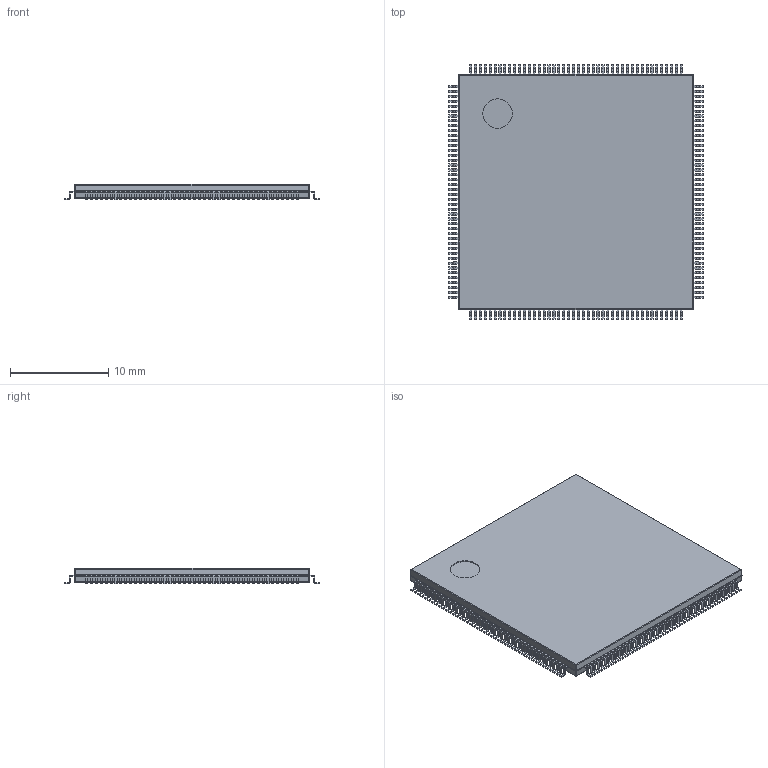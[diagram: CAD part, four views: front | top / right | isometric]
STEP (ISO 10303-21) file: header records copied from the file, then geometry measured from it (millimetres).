
FILE_DESCRIPTION(('Open CASCADE Model'),'2;1');
FILE_NAME('Open CASCADE Shape Model','2022-11-14T00:09:36',('Author'),( 'Open CASCADE'),'Open CASCADE STEP processor 7.5','Open CASCADE 7.5' ,'Unknown');
FILE_SCHEMA(('AUTOMOTIVE_DESIGN { 1 0 10303 214 1 1 1 1 }'));
Length unit declared in the file: millimetre
Products named in the file (6): TSQFP50P2600X2600X160-176N.step; Open CASCADE STEP translator 7.5 82.1; Body; Open CASCADE STEP translator 7.5 82.2.1; Leader
Assembly tree (179 placements, depth 3):
  TSQFP50P2600X2600X160-176N.step
    Open CASCADE STEP translator 7.5 82.1
    Body
      Open CASCADE STEP translator 7.5 82.2.1
    Leader  x88
    Leader  x88
Bounding box: 26 x 26 x 1.6 mm (x, y, z)
Volume: 864.5 mm3; surface area: 1479.6 mm2
Topology: 177 solids, 178 shells, 3933 faces, 7868 edges, 4283 vertices
Faces by surface type: plane 3184, cylinder 733, bspline 8, sphere 8
Full cylindrical faces by diameter (mm): 3 x1
Entity records: 7981 total; most frequent: CARTESIAN_POINT 2639, DIRECTION 1052, ORIENTED_EDGE 407, PCURVE 407, DEFINITIONAL_REPRESENTATION 407, LINE 401, VECTOR 401, AXIS2_PLACEMENT_3D 320
